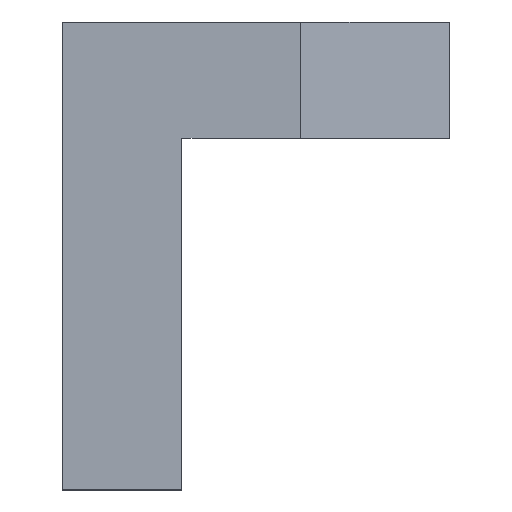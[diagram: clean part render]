
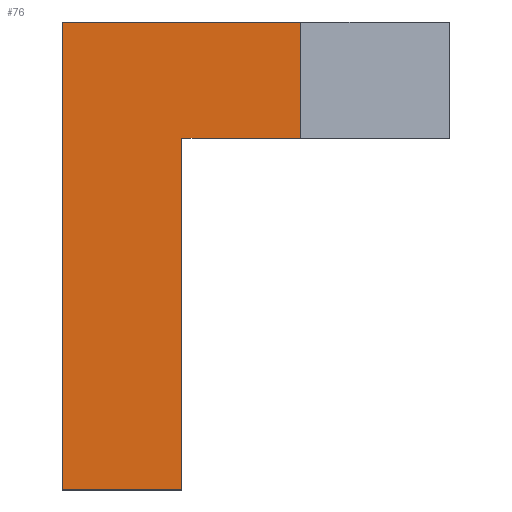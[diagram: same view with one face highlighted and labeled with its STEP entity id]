
A CAD part, top view. The second image highlights one B-rep face of the part: STEP entity #76.
In plain terms, the highlighted planar face has unit normal (0, 0, 1).
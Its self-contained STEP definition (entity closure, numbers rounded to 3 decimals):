
#58=PLANE('',#407);
#76=ADVANCED_FACE('',(#96),#58,.T.);
#96=FACE_OUTER_BOUND('',#114,.T.);
#114=EDGE_LOOP('',(#188,#189,#190,#191,#192,#193));
#188=ORIENTED_EDGE('',*,*,#296,.T.);
#189=ORIENTED_EDGE('',*,*,#292,.F.);
#190=ORIENTED_EDGE('',*,*,#285,.F.);
#191=ORIENTED_EDGE('',*,*,#282,.F.);
#192=ORIENTED_EDGE('',*,*,#298,.F.);
#193=ORIENTED_EDGE('',*,*,#299,.F.);
#244=VERTEX_POINT('',#557);
#245=VERTEX_POINT('',#559);
#247=VERTEX_POINT('',#565);
#248=VERTEX_POINT('',#570);
#254=VERTEX_POINT('',#586);
#255=VERTEX_POINT('',#590);
#282=EDGE_CURVE('',#244,#245,#322,.T.);
#285=EDGE_CURVE('',#245,#247,#325,.T.);
#292=EDGE_CURVE('',#247,#248,#332,.T.);
#296=EDGE_CURVE('',#254,#248,#336,.T.);
#298=EDGE_CURVE('',#255,#244,#338,.T.);
#299=EDGE_CURVE('',#254,#255,#339,.T.);
#322=LINE('',#558,#362);
#325=LINE('',#564,#365);
#332=LINE('',#577,#372);
#336=LINE('',#585,#376);
#338=LINE('',#589,#378);
#339=LINE('',#591,#379);
#362=VECTOR('',#461,1.);
#365=VECTOR('',#466,1.);
#372=VECTOR('',#475,1.);
#376=VECTOR('',#483,1.);
#378=VECTOR('',#487,1.);
#379=VECTOR('',#488,1.);
#407=AXIS2_PLACEMENT_3D('',#592,#489,#490);
#461=DIRECTION('',(-1.,0.,0.));
#466=DIRECTION('',(0.,1.,0.));
#475=DIRECTION('',(1.,0.,0.));
#483=DIRECTION('',(0.,1.,0.));
#487=DIRECTION('',(0.,-1.,0.));
#488=DIRECTION('',(-1.,0.,0.));
#489=DIRECTION('',(0.,0.,1.));
#490=DIRECTION('',(1.,0.,0.));
#557=CARTESIAN_POINT('',(5.044,-8.401,2.8));
#558=CARTESIAN_POINT('',(5.044,-8.401,2.8));
#559=CARTESIAN_POINT('',(0.944,-8.401,2.8));
#564=CARTESIAN_POINT('',(0.944,-8.401,2.8));
#565=CARTESIAN_POINT('',(0.944,7.699,2.8));
#570=CARTESIAN_POINT('',(9.14,7.699,2.8));
#577=CARTESIAN_POINT('',(0.944,7.699,2.8));
#585=CARTESIAN_POINT('',(9.14,3.699,2.8));
#586=CARTESIAN_POINT('',(9.14,3.699,2.8));
#589=CARTESIAN_POINT('',(5.044,3.699,2.8));
#590=CARTESIAN_POINT('',(5.044,3.699,2.8));
#591=CARTESIAN_POINT('',(9.14,3.699,2.8));
#592=CARTESIAN_POINT('',(0.279,-9.206,2.8));
